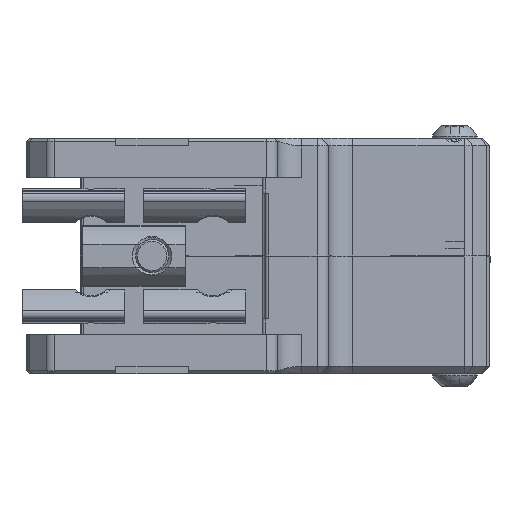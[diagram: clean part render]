
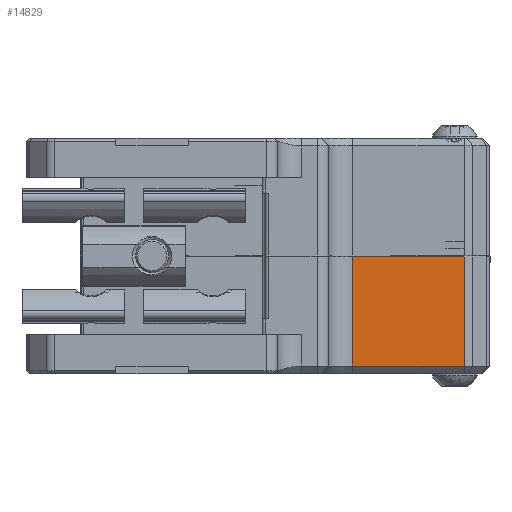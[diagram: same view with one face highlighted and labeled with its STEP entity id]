
A CAD part, left-side view. The second image highlights one B-rep face of the part: STEP entity #14829.
In plain terms, the highlighted planar face has unit normal (-1, 0, 0).
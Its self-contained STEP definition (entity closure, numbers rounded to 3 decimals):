
#820=PLANE('',#16404);
#1724=LINE('',#27611,#2873);
#1941=LINE('',#28449,#3090);
#1942=LINE('',#28451,#3091);
#1943=LINE('',#28452,#3092);
#1944=LINE('',#28453,#3093);
#2873=VECTOR('',#18966,10.);
#3090=VECTOR('',#19585,10.);
#3091=VECTOR('',#19586,10.);
#3092=VECTOR('',#19587,10.);
#3093=VECTOR('',#19588,10.);
#4188=FACE_OUTER_BOUND('',#5116,.T.);
#5116=EDGE_LOOP('',(#12309,#12310,#12311,#12312,#12313));
#6915=VERTEX_POINT('',#27608);
#6916=VERTEX_POINT('',#27610);
#7160=VERTEX_POINT('',#28444);
#7161=VERTEX_POINT('',#28448);
#7162=VERTEX_POINT('',#28450);
#8643=EDGE_CURVE('',#6915,#6916,#1724,.T.);
#8984=EDGE_CURVE('',#7160,#7161,#1941,.T.);
#8985=EDGE_CURVE('',#7162,#7160,#1942,.T.);
#8986=EDGE_CURVE('',#7162,#6916,#1943,.T.);
#8987=EDGE_CURVE('',#7161,#6915,#1944,.T.);
#12309=ORIENTED_EDGE('',*,*,#8984,.F.);
#12310=ORIENTED_EDGE('',*,*,#8985,.F.);
#12311=ORIENTED_EDGE('',*,*,#8986,.T.);
#12312=ORIENTED_EDGE('',*,*,#8643,.F.);
#12313=ORIENTED_EDGE('',*,*,#8987,.F.);
#14829=ADVANCED_FACE('',(#4188),#820,.T.);
#16404=AXIS2_PLACEMENT_3D('',#28447,#19583,#19584);
#18966=DIRECTION('',(0.,1.,0.));
#19583=DIRECTION('center_axis',(-1.,0.,0.));
#19584=DIRECTION('ref_axis',(0.,-1.,0.));
#19585=DIRECTION('',(0.,0.,-1.));
#19586=DIRECTION('',(0.,-1.,0.));
#19587=DIRECTION('',(0.,0.,-1.));
#19588=DIRECTION('',(0.,0.,-1.));
#27608=CARTESIAN_POINT('',(100.3,-25.71,37.8));
#27610=CARTESIAN_POINT('',(100.3,-11.467,37.8));
#27611=CARTESIAN_POINT('',(100.3,-33.31,37.8));
#28444=CARTESIAN_POINT('',(100.3,-25.712,51.8));
#28447=CARTESIAN_POINT('Origin',(100.3,-12.21,42.8));
#28448=CARTESIAN_POINT('',(100.3,-25.711,48.8));
#28449=CARTESIAN_POINT('',(100.3,-25.712,48.802));
#28450=CARTESIAN_POINT('',(100.3,-11.467,51.8));
#28451=CARTESIAN_POINT('',(100.3,-24.71,51.8));
#28452=CARTESIAN_POINT('',(100.3,-11.467,47.3));
#28453=CARTESIAN_POINT('',(100.3,-25.71,17.8));
